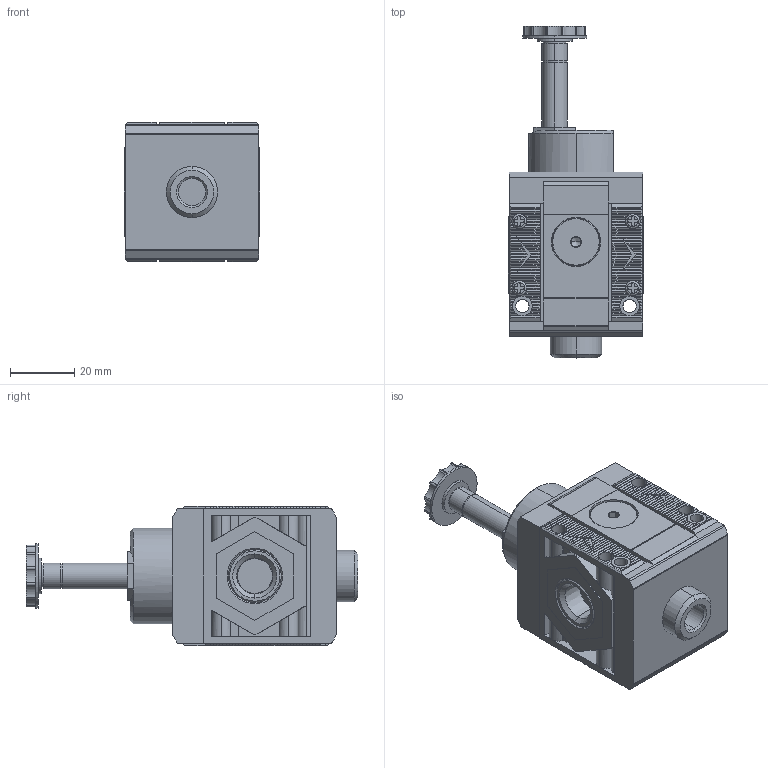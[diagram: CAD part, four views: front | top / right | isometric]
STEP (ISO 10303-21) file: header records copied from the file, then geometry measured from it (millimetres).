
FILE_DESCRIPTION (( 'STEP AP203' ), '1' );
FILE_NAME ('5U12V702.step', '2023-05-17T14:59:44', ( '' ), ( '' ), 'SwSTEP 2.0', 'SolidWorks 2021', '' );
FILE_SCHEMA (( 'CONFIG_CONTROL_DESIGN' ));
Length unit declared in the file: inch
Products named in the file (1): 5U12V702
Bounding box: 42.2 x 103.65 x 43.6 mm (x, y, z)
Volume: 98797.5 mm3; surface area: 35257 mm2
Topology: 13 solids, 13 shells, 1182 faces, 3103 edges, 1983 vertices
Faces by surface type: plane 809, cylinder 236, cone 101, bspline 36
Entity records: 37489 total; most frequent: CARTESIAN_POINT 8895, ORIENTED_EDGE 6190, DIRECTION 5648, EDGE_CURVE 3095, LINE 2184, VECTOR 2184, VERTEX_POINT 1983, AXIS2_PLACEMENT_3D 1732
